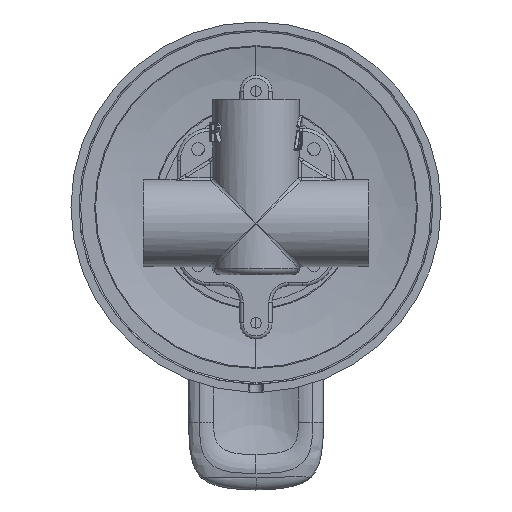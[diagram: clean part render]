
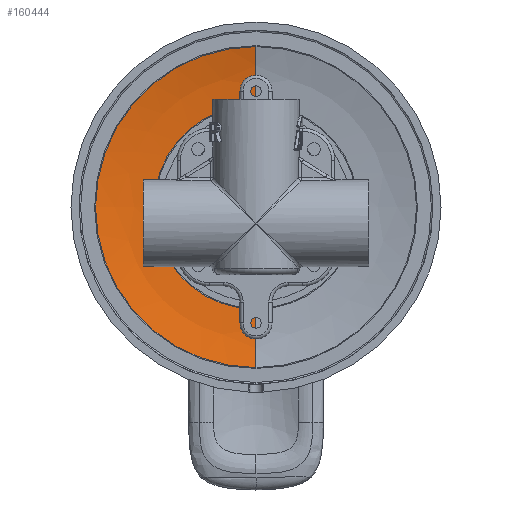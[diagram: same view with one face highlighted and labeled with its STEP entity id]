
A CAD part, front view. The second image highlights one B-rep face of the part: STEP entity #160444.
In plain terms, the highlighted free-form (B-spline) face has degree [3, 3] with [7, 4] control points.
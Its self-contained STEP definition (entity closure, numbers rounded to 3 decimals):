
#159571=CARTESIAN_POINT('',(0.,0.,10.67));
#159572=DIRECTION('',(0.,0.,1.));
#159573=DIRECTION('',(0.,-1.,0.));
#159574=AXIS2_PLACEMENT_3D('',#159571,#159572,#159573);
#159616=CARTESIAN_POINT('',(0.,0.,10.67));
#159617=DIRECTION('',(0.,0.,1.));
#159618=DIRECTION('',(1.,0.,0.));
#159619=AXIS2_PLACEMENT_3D('',#159616,#159617,#159618);
#159733=CARTESIAN_POINT('',(0.,0.,7.886));
#159734=DIRECTION('',(0.,0.,1.));
#159735=DIRECTION('',(0.,-1.,0.));
#159736=AXIS2_PLACEMENT_3D('',#159733,#159734,#159735);
#159753=CARTESIAN_POINT('',(0.,-29.014,-67.475));
#159754=DIRECTION('',(1.,0.,0.));
#159755=DIRECTION('',(0.,-0.035,0.999));
#159756=AXIS2_PLACEMENT_3D('',#159753,#159754,#159755);
#159758=CARTESIAN_POINT('',(0.,29.014,-67.475));
#159759=DIRECTION('',(-1.,0.,0.));
#159760=DIRECTION('',(0.,0.035,0.999));
#159761=AXIS2_PLACEMENT_3D('',#159758,#159759,#159760);
#159849=CARTESIAN_POINT('',(31.776,0.,
10.67));
#159850=CARTESIAN_POINT('',(0.,31.776,
10.67));
#159851=VERTEX_POINT('',#159849);
#159852=VERTEX_POINT('',#159850);
#159855=CARTESIAN_POINT('',(0.,-31.776,
10.67));
#159856=VERTEX_POINT('',#159855);
#159869=CARTESIAN_POINT('',(0.,49.868,7.886));
#159870=CARTESIAN_POINT('',(0.,-49.868,
7.886));
#159871=VERTEX_POINT('',#159869);
#159872=VERTEX_POINT('',#159870);
#160405=CARTESIAN_POINT('',(-1.972,31.347,
10.682));
#160406=CARTESIAN_POINT('',(-2.372,37.708,
10.487));
#160407=CARTESIAN_POINT('',(-2.768,43.997,
9.517));
#160408=CARTESIAN_POINT('',(-3.153,50.123,
7.788));
#160409=CARTESIAN_POINT('',(17.319,32.561,
10.682));
#160410=CARTESIAN_POINT('',(20.833,39.168,
10.487));
#160411=CARTESIAN_POINT('',(24.308,45.701,
9.517));
#160412=CARTESIAN_POINT('',(27.692,52.063,
7.788));
#160413=CARTESIAN_POINT('',(31.409,19.329,
10.682));
#160414=CARTESIAN_POINT('',(37.782,23.251,
10.487));
#160415=CARTESIAN_POINT('',(44.084,27.13,
9.517));
#160416=CARTESIAN_POINT('',(50.222,30.906,
7.788));
#160417=CARTESIAN_POINT('',(31.409,0.,10.682));
#160418=CARTESIAN_POINT('',(37.782,0.,
10.487));
#160419=CARTESIAN_POINT('',(44.084,0.,9.517));
#160420=CARTESIAN_POINT('',(50.222,0.,7.788));
#160421=CARTESIAN_POINT('',(31.409,-19.329,
10.682));
#160422=CARTESIAN_POINT('',(37.782,-23.251,
10.487));
#160423=CARTESIAN_POINT('',(44.084,-27.13,
9.517));
#160424=CARTESIAN_POINT('',(50.222,-30.906,
7.788));
#160425=CARTESIAN_POINT('',(17.319,-32.561,
10.682));
#160426=CARTESIAN_POINT('',(20.833,-39.168,
10.487));
#160427=CARTESIAN_POINT('',(24.308,-45.701,
9.517));
#160428=CARTESIAN_POINT('',(27.692,-52.063,
7.788));
#160429=CARTESIAN_POINT('',(-1.972,-31.347,
10.682));
#160430=CARTESIAN_POINT('',(-2.372,-37.708,
10.487));
#160431=CARTESIAN_POINT('',(-2.768,-43.997,
9.517));
#160432=CARTESIAN_POINT('',(-3.153,-50.123,
7.788));
#160433=(BOUNDED_SURFACE()B_SPLINE_SURFACE(3,3,((#160405,#160406,#160407,
#160408),(#160409,#160410,#160411,#160412),(#160413,#160414,#160415,#160416),(
#160417,#160418,#160419,#160420),(#160421,#160422,#160423,#160424),(#160425,
#160426,#160427,#160428),(#160429,#160430,#160431,#160432)),.UNSPECIFIED.,.F.,
.F.,.F.)B_SPLINE_SURFACE_WITH_KNOTS((4,3,4),(4,4),(0.,1.,2.),(0.,1.),
.UNSPECIFIED.)GEOMETRIC_REPRESENTATION_ITEM()RATIONAL_B_SPLINE_SURFACE(((
1.192,1.186,1.186,1.192),(
0.941,0.936,0.936,0.941),(
0.941,0.936,0.936,0.941),(
1.192,1.186,1.186,1.192),(
0.941,0.936,0.936,0.941),(
0.941,0.936,0.936,0.941),(
1.192,1.186,1.186,1.192)))REPRESENTATION_ITEM('')SURFACE());
#160435=ORIENTED_EDGE('',*,*,#160434,.T.);
#160437=ORIENTED_EDGE('',*,*,#160436,.F.);
#160438=ORIENTED_EDGE('',*,*,#160232,.F.);
#160439=ORIENTED_EDGE('',*,*,#160190,.F.);
#160441=ORIENTED_EDGE('',*,*,#160440,.T.);
#160442=EDGE_LOOP('',(#160435,#160437,#160438,#160439,#160441));
#160443=FACE_OUTER_BOUND('',#160442,.F.);
#160444=ADVANCED_FACE('',(#160443),#160433,.F.);
#159575=CIRCLE('',#159574,31.776);
#159620=CIRCLE('',#159619,31.776);
#159737=CIRCLE('',#159736,49.868);
#159757=CIRCLE('',#159756,78.193);
#159762=CIRCLE('',#159761,78.193);
#160190=EDGE_CURVE('',#159856,#159851,#159575,.T.);
#160232=EDGE_CURVE('',#159851,#159852,#159620,.T.);
#160434=EDGE_CURVE('',#159872,#159871,#159737,.T.);
#160436=EDGE_CURVE('',#159852,#159871,#159762,.T.);
#160440=EDGE_CURVE('',#159856,#159872,#159757,.T.);
